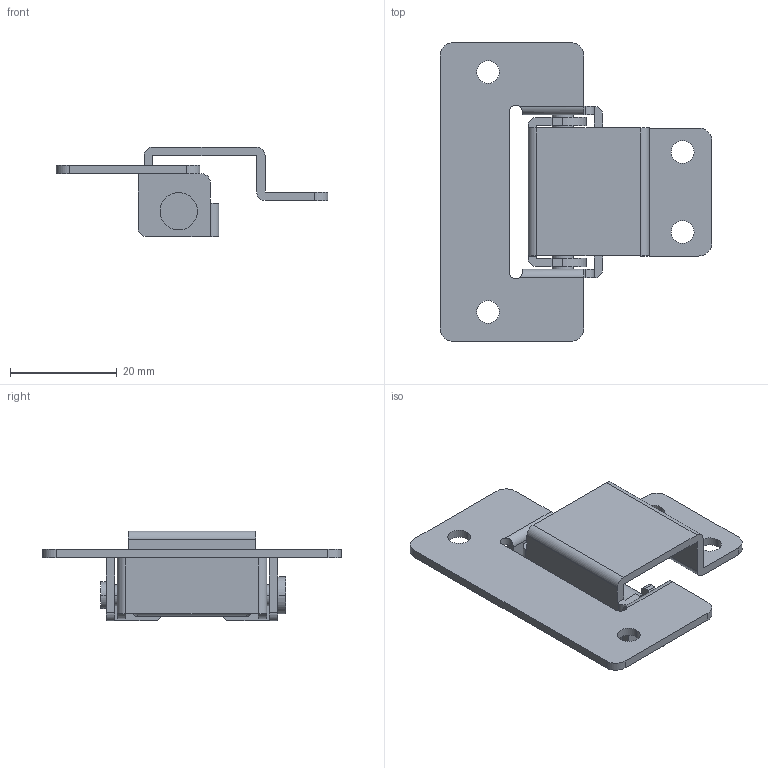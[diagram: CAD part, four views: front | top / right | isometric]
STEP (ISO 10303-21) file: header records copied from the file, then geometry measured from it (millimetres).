
FILE_DESCRIPTION (( 'STEP AP203' ), '1' );
FILE_NAME ('B-128.STEP', '2010-12-09T07:59:34', ( ' ' ), ( ' ' ), 'SwSTEP 2.0', 'SolidWorks 2007', '' );
FILE_SCHEMA (( 'CONFIG_CONTROL_DESIGN' ));
Length unit declared in the file: millimetre
Products named in the file (3): B-128; B-128僸儞僕A__棉太倌<霞輭翇H>; B-128僸儞僕B__棉太倌
Assembly tree (2 placements, depth 2):
  B-128
    B-128僸儞僕B__棉太倌
    B-128僸儞僕A__棉太倌<霞輭翇H>
Bounding box: 51 x 56 x 16.8 mm (x, y, z)
Volume: 5852.2 mm3; surface area: 8316.1 mm2
Topology: 6 solids, 6 shells, 118 faces, 304 edges, 196 vertices
Faces by surface type: plane 58, cylinder 52, torus 8
Entity records: 3943 total; most frequent: DIRECTION 664, CARTESIAN_POINT 641, ORIENTED_EDGE 608, EDGE_CURVE 304, AXIS2_PLACEMENT_3D 239, VERTEX_POINT 196, VECTOR 186, LINE 186
